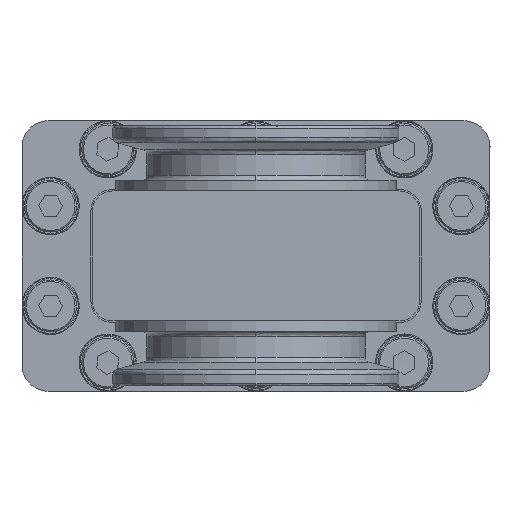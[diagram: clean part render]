
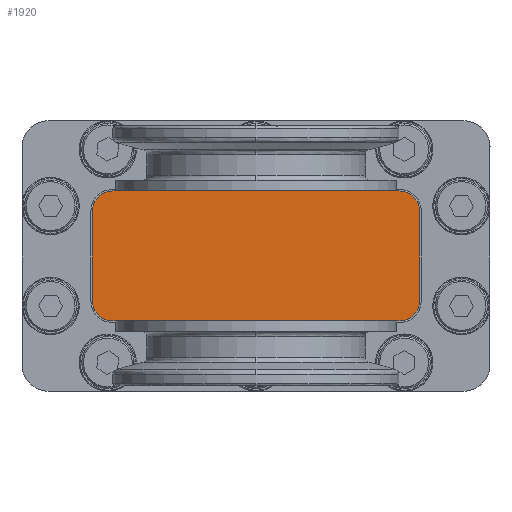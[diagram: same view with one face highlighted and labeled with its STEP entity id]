
A CAD part, front view. The second image highlights one B-rep face of the part: STEP entity #1920.
In plain terms, the highlighted planar face has unit normal (0, 1, 0).
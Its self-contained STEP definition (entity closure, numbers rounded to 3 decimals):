
#243 = DIRECTION ( 'NONE',  ( -1., 0., 0. ) ) ;
#261 = ORIENTED_EDGE ( 'NONE', *, *, #12905, .T. ) ;
#274 = CARTESIAN_POINT ( 'NONE',  ( 31.5, -107., -8.5 ) ) ;
#1233 = CARTESIAN_POINT ( 'NONE',  ( -27.5, -107., 8.5 ) ) ;
#1600 = EDGE_CURVE ( 'NONE', #12016, #21701, #3893, .T. ) ;
#1608 = CARTESIAN_POINT ( 'NONE',  ( 27.5, -107., -8.5 ) ) ;
#1920 = ADVANCED_FACE ( 'NONE', ( #19979 ), #5292, .T. ) ;
#3261 = DIRECTION ( 'NONE',  ( -1., 0., 0. ) ) ;
#3618 = CARTESIAN_POINT ( 'NONE',  ( 31.5, -107., 8.5 ) ) ;
#3774 = DIRECTION ( 'NONE',  ( 0., 0., -1. ) ) ;
#3893 = LINE ( 'NONE', #274, #18322 ) ;
#4355 = VECTOR ( 'NONE', #16316, 1000. ) ;
#5105 = VERTEX_POINT ( 'NONE', #14334 ) ;
#5292 = PLANE ( 'NONE',  #8772 ) ;
#5519 = CARTESIAN_POINT ( 'NONE',  ( -27.5, -107., 12.5 ) ) ;
#5583 = EDGE_CURVE ( 'NONE', #13928, #11475, #10209, .T. ) ;
#5703 = EDGE_CURVE ( 'NONE', #19905, #9189, #6990, .T. ) ;
#5821 = AXIS2_PLACEMENT_3D ( 'NONE', #20098, #7632, #18332 ) ;
#5998 = AXIS2_PLACEMENT_3D ( 'NONE', #1608, #12192, #3261 ) ;
#6018 = ORIENTED_EDGE ( 'NONE', *, *, #7416, .T. ) ;
#6551 = CIRCLE ( 'NONE', #5821, 4. ) ;
#6990 = CIRCLE ( 'NONE', #10751, 4. ) ;
#7416 = EDGE_CURVE ( 'NONE', #21701, #5105, #10859, .T. ) ;
#7632 = DIRECTION ( 'NONE',  ( 0., 1., 0. ) ) ;
#7656 = CARTESIAN_POINT ( 'NONE',  ( -31.5, -107., -8.5 ) ) ;
#8092 = EDGE_LOOP ( 'NONE', ( #261, #13925, #8327, #21050, #16739, #9791, #15370, #6018 ) ) ;
#8327 = ORIENTED_EDGE ( 'NONE', *, *, #10597, .T. ) ;
#8385 = DIRECTION ( 'NONE',  ( 0., 1., 0. ) ) ;
#8423 = DIRECTION ( 'NONE',  ( -1., 0., 0. ) ) ;
#8451 = LINE ( 'NONE', #8805, #12696 ) ;
#8493 = CARTESIAN_POINT ( 'NONE',  ( 27.5, -107., 12.5 ) ) ;
#8648 = EDGE_CURVE ( 'NONE', #18954, #13928, #19093, .T. ) ;
#8772 = AXIS2_PLACEMENT_3D ( 'NONE', #9156, #12454, #243 ) ;
#8805 = CARTESIAN_POINT ( 'NONE',  ( -31.5, -107., -8.5 ) ) ;
#8870 = VECTOR ( 'NONE', #8423, 1000. ) ;
#9156 = CARTESIAN_POINT ( 'NONE',  ( -27.5, -107., -8.5 ) ) ;
#9189 = VERTEX_POINT ( 'NONE', #7656 ) ;
#9791 = ORIENTED_EDGE ( 'NONE', *, *, #21507, .T. ) ;
#9969 = LINE ( 'NONE', #17357, #8870 ) ;
#10209 = LINE ( 'NONE', #5519, #4355 ) ;
#10597 = EDGE_CURVE ( 'NONE', #9189, #18954, #8451, .T. ) ;
#10751 = AXIS2_PLACEMENT_3D ( 'NONE', #13240, #11144, #14892 ) ;
#10859 = CIRCLE ( 'NONE', #5998, 4. ) ;
#11144 = DIRECTION ( 'NONE',  ( 0., 1., 0. ) ) ;
#11475 = VERTEX_POINT ( 'NONE', #8493 ) ;
#12016 = VERTEX_POINT ( 'NONE', #3618 ) ;
#12192 = DIRECTION ( 'NONE',  ( 0., 1., 0. ) ) ;
#12454 = DIRECTION ( 'NONE',  ( 0., 1., 0. ) ) ;
#12696 = VECTOR ( 'NONE', #15991, 1000. ) ;
#12905 = EDGE_CURVE ( 'NONE', #5105, #19905, #9969, .T. ) ;
#13240 = CARTESIAN_POINT ( 'NONE',  ( -27.5, -107., -8.5 ) ) ;
#13925 = ORIENTED_EDGE ( 'NONE', *, *, #5703, .T. ) ;
#13928 = VERTEX_POINT ( 'NONE', #19499 ) ;
#14334 = CARTESIAN_POINT ( 'NONE',  ( 27.5, -107., -12.5 ) ) ;
#14892 = DIRECTION ( 'NONE',  ( -1., 0., 0. ) ) ;
#15272 = CARTESIAN_POINT ( 'NONE',  ( -31.5, -107., 8.5 ) ) ;
#15345 = AXIS2_PLACEMENT_3D ( 'NONE', #1233, #8385, #17435 ) ;
#15370 = ORIENTED_EDGE ( 'NONE', *, *, #1600, .T. ) ;
#15991 = DIRECTION ( 'NONE',  ( 0., 0., 1. ) ) ;
#16316 = DIRECTION ( 'NONE',  ( 1., 0., 0. ) ) ;
#16739 = ORIENTED_EDGE ( 'NONE', *, *, #5583, .T. ) ;
#17357 = CARTESIAN_POINT ( 'NONE',  ( -27.5, -107., -12.5 ) ) ;
#17435 = DIRECTION ( 'NONE',  ( -1., 0., 0. ) ) ;
#17597 = CARTESIAN_POINT ( 'NONE',  ( 31.5, -107., -8.5 ) ) ;
#18322 = VECTOR ( 'NONE', #3774, 1000. ) ;
#18332 = DIRECTION ( 'NONE',  ( -1., 0., 0. ) ) ;
#18941 = CARTESIAN_POINT ( 'NONE',  ( -27.5, -107., -12.5 ) ) ;
#18954 = VERTEX_POINT ( 'NONE', #15272 ) ;
#19093 = CIRCLE ( 'NONE', #15345, 4. ) ;
#19499 = CARTESIAN_POINT ( 'NONE',  ( -27.5, -107., 12.5 ) ) ;
#19905 = VERTEX_POINT ( 'NONE', #18941 ) ;
#19979 = FACE_OUTER_BOUND ( 'NONE', #8092, .T. ) ;
#20098 = CARTESIAN_POINT ( 'NONE',  ( 27.5, -107., 8.5 ) ) ;
#21050 = ORIENTED_EDGE ( 'NONE', *, *, #8648, .T. ) ;
#21507 = EDGE_CURVE ( 'NONE', #11475, #12016, #6551, .T. ) ;
#21701 = VERTEX_POINT ( 'NONE', #17597 ) ;
